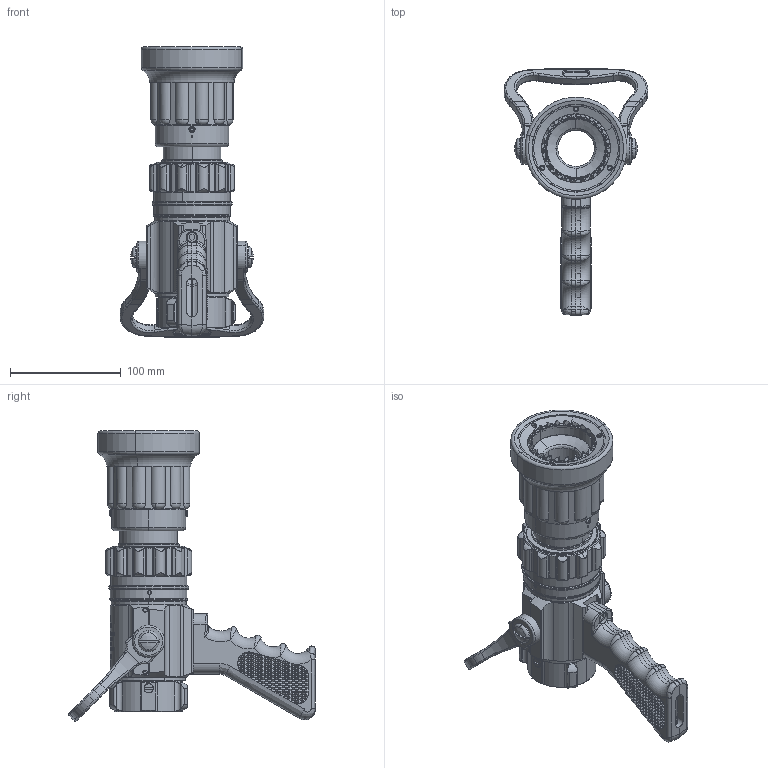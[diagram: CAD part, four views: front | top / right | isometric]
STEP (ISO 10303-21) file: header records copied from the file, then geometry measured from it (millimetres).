
FILE_DESCRIPTION (( 'STEP AP203' ), '1' );
FILE_NAME ('SFM-HPG.STEP', '2012-06-13T19:12:43', ( '' ), ( '' ), 'SwSTEP 2.0', 'SolidWorks 2012', '' );
FILE_SCHEMA (( 'CONFIG_CONTROL_DESIGN' ));
Length unit declared in the file: inch
Products named in the file (27): SFM-HPG; Products.Nozzles.SFM (Phantom)-SFM-HPG (Rigid Teeth)Assembly1-10NULL; Products.Nozzles.SFM (Phantom)-NEW PARTSADAPTER-NOZZLE TO SHUTOFF SFM-HP11944001REL10NULL; Hardware.Screws-Machine ScrewsScrew-Mach (4-40 x 0.750-lg) Soc Hd Cap64069000REL50NULL; Products.Nozzles.SFM (Phantom)-SFM-HPG (Rigid Teeth)RING-RETAINER57638001REL60NULL; Products.Nozzles.SFM (Phantom)-SFM-HPG (Rigid Teeth)TEETH_SPINNING58977000REL60NULL; Products.Nozzles.SFM (Phantom)-SFM-HPG (Rigid Teeth)TIP - NOZZLE (NON-TWIST SHUTOFF)66398001REL20NULL; Products.Nozzles.SFM (Phantom)-SFM-HPG (Rigid Teeth)1.375 DBL SLOT VALVE BALL AL17326001REL10NULL; Hardware.Screws-Set ScrewsScrew-Set (8-32 x 0.250-lg) Cup Point SS61270000_Set ScrewsREL10NULL; Hardware.Screws-Machine ScrewsScrew-Mach (4-40 x 0.187-lg) Torx Pan Hd SS6512900020NULL; Hardware.Screws-Set ScrewsScrew-Set (0.375-24 x 0.250 lg) Slot Hd Nylon6368800020NULL; Products.Nozzles.SFM (Phantom)-SFM-HPG (Rigid Teeth)SCREW - DRIVE (CAM)65074001A30NULL; Products.Nozzles.SFM (Phantom)-SFM-HPG (Rigid Teeth)SLEEVE - TIP (AL)61670001B50NULL; Products.Nozzles.SFM (Phantom)-SFM-HPG (Rigid Teeth)Grip-Bumper (SM-20FLP) Yellow33664000REL70NULL; Release-Details 15000 - 19999CENTER BARREL17500001REL40NULL; Release-Details 55000 - 59999RING - GALLONAGE57239001100NULL; Release-Details 55000 - 59999RING - CALIBRATION (100-PSI)5727900140NULL; Release-Details 15000 - 19999BODY - NOZZLE (NON-TWIST SHUTOFF)17168001A40NULL; Users.Ray-Stuff250-20X0.500 SOC CAP  SCR SSREPLACE W-61040000 FROM REL LIB30NULL; Hardware.Screws-Set ScrewsScrew-Set (10-32 x 0.250-lg) Soc Hd Cup Pnt SS6126900030NULL; Hardware.Gaskets-Rubber GasketsGasket-Rubber (1.5 NHT)33074000C30NULL; Products.Swivels-1.51.5 NH Swivel-BG 3-RL (Aluminum)63068001100NULL; Products.Nozzles.SFM (Phantom)-SFM-HPG (Rigid Teeth)HANDLE-HORSHU (DOUBLE STOPDRIVE)36684000A30NULL; Products.Nozzles.SFM (Phantom)-SFM-HPG (Rigid Teeth)Screw-Actuator Shaft (SS)61286000C20NULL; tim-GATSADAPTER-1.5 SWIVEL BASE B-375-A1162600120NULL; Products.Nozzles.SFM (Phantom)-SFM-HPG (Rigid Teeth)Grip-Pistol (Knurled) Aluminum33781001A70NULL; tim-GATSBODY-SHUTOFF B-375-A1774800140NULL
Assembly tree (32 placements, depth 3):
  SFM-HPG
    Products.Nozzles.SFM (Phantom)-SFM-HPG (Rigid Teeth)Assembly1-10NULL
      tim-GATSBODY-SHUTOFF B-375-A1774800140NULL
      Products.Nozzles.SFM (Phantom)-SFM-HPG (Rigid Teeth)Grip-Pistol (Knurled) Aluminum33781001A70NULL
      tim-GATSADAPTER-1.5 SWIVEL BASE B-375-A1162600120NULL
      Products.Nozzles.SFM (Phantom)-SFM-HPG (Rigid Teeth)Screw-Actuator Shaft (SS)61286000C20NULL  x2
      Products.Nozzles.SFM (Phantom)-SFM-HPG (Rigid Teeth)HANDLE-HORSHU (DOUBLE STOPDRIVE)36684000A30NULL
      Products.Swivels-1.51.5 NH Swivel-BG 3-RL (Aluminum)63068001100NULL
      Hardware.Gaskets-Rubber GasketsGasket-Rubber (1.5 NHT)33074000C30NULL
      Hardware.Screws-Set ScrewsScrew-Set (10-32 x 0.250-lg) Soc Hd Cup Pnt SS6126900030NULL  x2
      Users.Ray-Stuff250-20X0.500 SOC CAP  SCR SSREPLACE W-61040000 FROM REL LIB30NULL
      Release-Details 15000 - 19999BODY - NOZZLE (NON-TWIST SHUTOFF)17168001A40NULL
      Release-Details 55000 - 59999RING - CALIBRATION (100-PSI)5727900140NULL
      Release-Details 55000 - 59999RING - GALLONAGE57239001100NULL
      Release-Details 15000 - 19999CENTER BARREL17500001REL40NULL
      Products.Nozzles.SFM (Phantom)-SFM-HPG (Rigid Teeth)Grip-Bumper (SM-20FLP) Yellow33664000REL70NULL
      Products.Nozzles.SFM (Phantom)-SFM-HPG (Rigid Teeth)SLEEVE - TIP (AL)61670001B50NULL
      Products.Nozzles.SFM (Phantom)-SFM-HPG (Rigid Teeth)SCREW - DRIVE (CAM)65074001A30NULL
      Hardware.Screws-Set ScrewsScrew-Set (0.375-24 x 0.250 lg) Slot Hd Nylon6368800020NULL
      Hardware.Screws-Machine ScrewsScrew-Mach (4-40 x 0.187-lg) Torx Pan Hd SS6512900020NULL  x2
      Hardware.Screws-Set ScrewsScrew-Set (8-32 x 0.250-lg) Cup Point SS61270000_Set ScrewsREL10NULL  x2
      Products.Nozzles.SFM (Phantom)-SFM-HPG (Rigid Teeth)1.375 DBL SLOT VALVE BALL AL17326001REL10NULL
      Products.Nozzles.SFM (Phantom)-SFM-HPG (Rigid Teeth)TIP - NOZZLE (NON-TWIST SHUTOFF)66398001REL20NULL
      Products.Nozzles.SFM (Phantom)-SFM-HPG (Rigid Teeth)TEETH_SPINNING58977000REL60NULL
      Products.Nozzles.SFM (Phantom)-SFM-HPG (Rigid Teeth)RING-RETAINER57638001REL60NULL
      Hardware.Screws-Machine ScrewsScrew-Mach (4-40 x 0.750-lg) Soc Hd Cap64069000REL50NULL  x3
      Products.Nozzles.SFM (Phantom)-NEW PARTSADAPTER-NOZZLE TO SHUTOFF SFM-HP11944001REL10NULL
Bounding box: 129.78 x 222.63 x 262.01 mm (x, y, z)
Volume: 797402.7 mm3; surface area: 344095.4 mm2
Topology: 30 solids, 36 shells, 4094 faces, 8878 edges, 4939 vertices
Faces by surface type: plane 2593, cylinder 857, torus 214, cone 211, bspline 209, sphere 10
Entity records: 132336 total; most frequent: CARTESIAN_POINT 47258, ORIENTED_EDGE 17076, DIRECTION 16538, EDGE_CURVE 8546, AXIS2_PLACEMENT_3D 5859, VECTOR 4820, LINE 4820, VERTEX_POINT 4756
